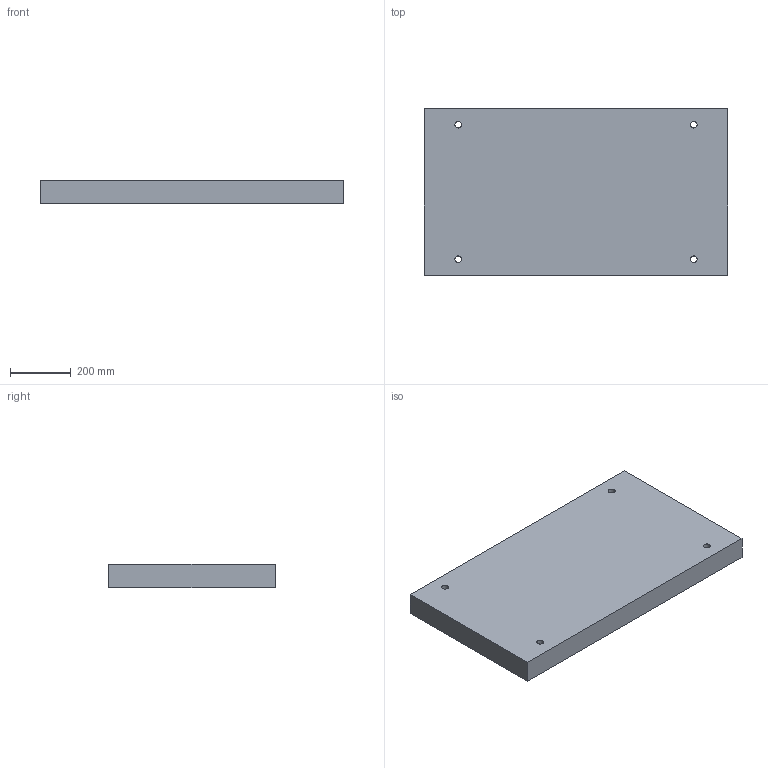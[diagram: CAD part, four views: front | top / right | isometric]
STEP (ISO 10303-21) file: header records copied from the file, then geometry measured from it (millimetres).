
FILE_DESCRIPTION( ( 'Unknown' ), '1' );
FILE_NAME( 'OS_J1_546x996x076_.stp', 'Unknown', ( 'Unknown' ), ( 'Unknown' ), 'XStep 1.0', 'Unknown', ' ' );
FILE_SCHEMA( ( 'CONFIG_CONTROL_DESIGN' ) );
Length unit declared in the file: millimetre
Products named in the file (1): 1
Bounding box: 996 x 546 x 76 mm (x, y, z)
Volume: 41214455.7 mm3; surface area: 1339985.9 mm2
Topology: 1 solids, 1 shells, 10 faces, 28 edges, 20 vertices
Faces by surface type: plane 6, cylinder 4
Full cylindrical faces by diameter (mm): 22 x4
Entity records: 337 total; most frequent: DIRECTION 50, CARTESIAN_POINT 47, ORIENTED_EDGE 40, EDGE_LOOP 22, EDGE_CURVE 20, AXIS2_PLACEMENT_3D 19, VERTEX_POINT 16, FACE_OUTER_BOUND 14
